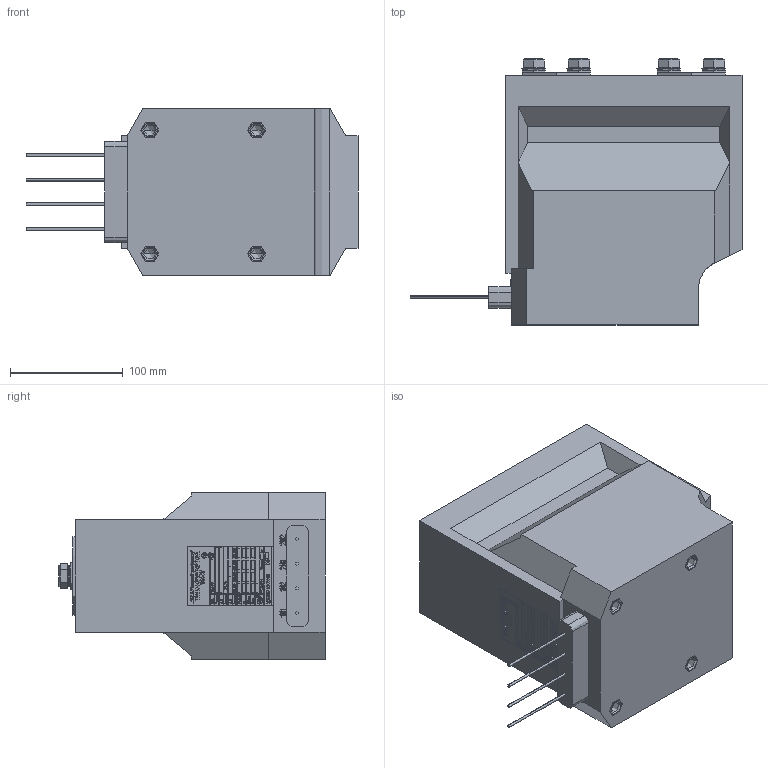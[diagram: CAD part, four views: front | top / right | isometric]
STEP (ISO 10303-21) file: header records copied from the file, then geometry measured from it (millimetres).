
FILE_DESCRIPTION (( 'STEP AP214' ), '1' );
FILE_NAME ('ﾒﾋﾊ-ﾑﾒ-10-15.1 (2000ﾀ).STEP', '2023-07-20T08:44:20', ( '' ), ( '' ), 'SwSTEP 2.0', 'SolidWorks 2014', '' );
FILE_SCHEMA (( 'AUTOMOTIVE_DESIGN' ));
Length unit declared in the file: millimetre
Products named in the file (14): ﾘ琺矜 DIN 127 B_6; ﾘ琺矜 DIN 125 ﾀ_6.01.019; ﾘ琺矜 DIN 125 ﾀ_12.01.019; ÂÅÈÓ.671213.554 Ñáîðêà ñ çàëèâêîé ÒËÊ-ÑÒ-10-15_2000 €; Êîìïàóíä^ÂÅÈÓ.671213.554 Ñáîðêà ñ çàëèâêîé ÒËÊ-ÑÒ-10-15_-01; ÂÅÈÓ.758472.006 Ãàéêà ñïåöèàëüíàÿ_00; ÂÅÈÓ.671213.341 Àêòèâíàÿ ÷àñòü ÒËÊ-ÑÒ-10-15_2000 €; 屡扔.757465.020 袜觐礤黜桕; 屡扔.758472.007 绵殛郷-01; ﾒﾋﾊ-ﾑﾒ-10-15.1 (2000ﾀ); ÂÅÈÓ.754312.182À Òàáëè÷êà òåõíè÷åñêèõ äàííûõ ÒËÊ-ÑÒ_-00; Áîëò DIN 933_6å12; Áîëò DIN 933_12å30 ; ﾘ琺矜 DIN 127 B_12
Assembly tree (38 placements, depth 4):
  ﾒﾋﾊ-ﾑﾒ-10-15.1 (2000ﾀ)
    ÂÅÈÓ.671213.554 Ñáîðêà ñ çàëèâêîé ÒËÊ-ÑÒ-10-15_2000 €
      ÂÅÈÓ.671213.341 Àêòèâíàÿ ÷àñòü ÒËÊ-ÑÒ-10-15_2000 €
        屡扔.758472.007 绵殛郷-01  x4
        屡扔.757465.020 袜觐礤黜桕  x2
      ÂÅÈÓ.758472.006 Ãàéêà ñïåöèàëüíàÿ_00  x4
      Êîìïàóíä^ÂÅÈÓ.671213.554 Ñáîðêà ñ çàëèâêîé ÒËÊ-ÑÒ-10-15_-01
    ﾘ琺矜 DIN 125 ﾀ_12.01.019  x4
    ﾘ琺矜 DIN 125 ﾀ_6.01.019  x4
    ﾘ琺矜 DIN 127 B_6  x4
    ﾘ琺矜 DIN 127 B_12  x4
    Áîëò DIN 933_12å30   x4
    Áîëò DIN 933_6å12  x4
    ÂÅÈÓ.754312.182À Òàáëè÷êà òåõíè÷åñêèõ äàííûõ ÒËÊ-ÑÒ_-00
Bounding box: 295 x 236.5 x 148 mm (x, y, z)
Volume: 5517627.7 mm3
Topology: 36 solids, 42 shells, 3557 faces, 9239 edges, 6089 vertices
Faces by surface type: plane 2095, bspline 1009, cylinder 269, cone 136, torus 48
Entity records: 178009 total; most frequent: CARTESIAN_POINT 75331, ORIENTED_EDGE 16820, DIRECTION 11133, EDGE_CURVE 8410, VECTOR 6011, LINE 6011, VERTEX_POINT 5588, EDGE_LOOP 3528
